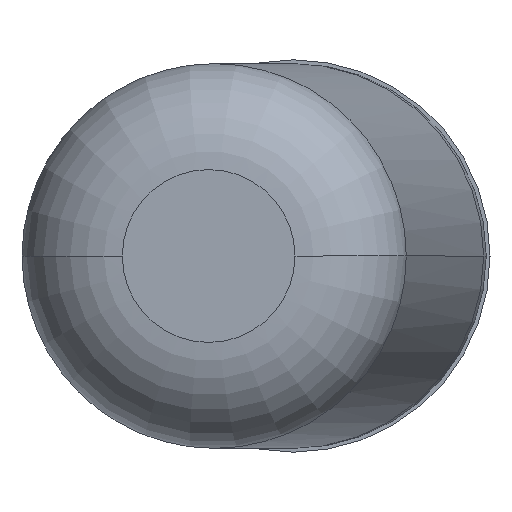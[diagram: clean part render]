
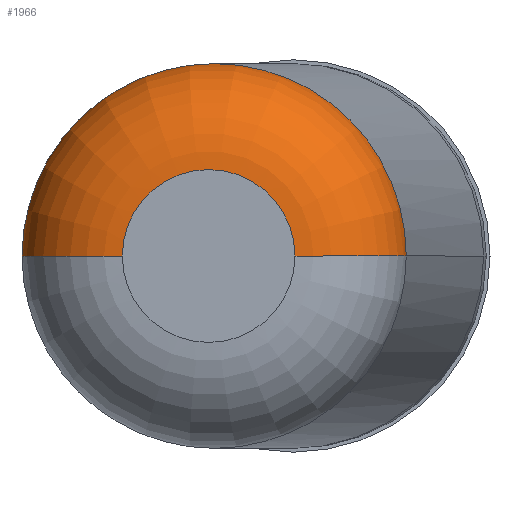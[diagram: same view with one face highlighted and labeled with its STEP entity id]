
A CAD part, front view. The second image highlights one B-rep face of the part: STEP entity #1966.
In plain terms, the highlighted toroidal (fillet/blend) face has major radius 0.155 mm and minor radius 0.19 mm.
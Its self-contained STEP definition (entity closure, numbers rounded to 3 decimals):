
#24 = CIRCLE ( 'NONE', #934, 0.155 ) ;
#149 = CARTESIAN_POINT ( 'NONE',  ( -0.323, -12.497, 0.308 ) ) ;
#258 = AXIS2_PLACEMENT_3D ( 'NONE', #3703, #4065, #564 ) ;
#397 = EDGE_CURVE ( 'NONE', #1583, #1751, #1630, .T. ) ;
#491 = CARTESIAN_POINT ( 'NONE',  ( 0.202, -12.524, 0.09 ) ) ;
#564 = DIRECTION ( 'NONE',  ( -0.999, 0.052, 0. ) ) ;
#813 = CARTESIAN_POINT ( 'NONE',  ( -0.487, -12.488, 0. ) ) ;
#934 = AXIS2_PLACEMENT_3D ( 'NONE', #2398, #1823, #3838 ) ;
#967 = ORIENTED_EDGE ( 'NONE', *, *, #1195, .T. ) ;
#978 = EDGE_CURVE ( 'NONE', #3985, #1751, #2463, .T. ) ;
#1108 = EDGE_CURVE ( 'NONE', #3073, #2910, #2875, .T. ) ;
#1193 = CARTESIAN_POINT ( 'NONE',  ( -0.233, -12.502, 0.345 ) ) ;
#1195 = EDGE_CURVE ( 'Defeature ausgef�hrt1_9+Defeature ausgef�hrt1_8+Defeature ausgef�hrt1_8+Defeature ausgef�hrt1_8', #1583, #3073, #24, .T. ) ;
#1196 = DIRECTION ( 'NONE',  ( -1., 0., 0. ) ) ;
#1241 = ORIENTED_EDGE ( 'NONE', *, *, #2978, .T. ) ;
#1499 = TOROIDAL_SURFACE ( 'NONE', #258, 0.155, 0.19 ) ;
#1508 = CARTESIAN_POINT ( 'NONE',  ( -0.053, -12.511, 0.345 ) ) ;
#1583 = VERTEX_POINT ( 'NONE', #2455 ) ;
#1630 = CIRCLE ( 'NONE', #2644, 0.19 ) ;
#1751 = VERTEX_POINT ( 'NONE', #2222 ) ;
#1823 = DIRECTION ( 'NONE',  ( 0.052, 0.999, 0. ) ) ;
#1928 = FACE_OUTER_BOUND ( 'NONE', #2094, .T. ) ;
#1939 = AXIS2_PLACEMENT_3D ( 'NONE', #1963, #3990, #3679 ) ;
#1963 = CARTESIAN_POINT ( 'NONE',  ( 0.012, -12.514, 0. ) ) ;
#1966 = ADVANCED_FACE ( 'Defeature ausgef�hrt1_9', ( #1928 ), #1499, .T. ) ;
#2094 = EDGE_LOOP ( 'NONE', ( #967, #2475, #1241, #3286, #3164 ) ) ;
#2187 = B_SPLINE_CURVE_WITH_KNOTS ( 'NONE', 3,
 ( #3559, #491, #4299, #2926, #1508, #2905 ),
 .UNSPECIFIED., .F., .F.,
 ( 4, 2, 4 ),
 ( 0.5, 0.75, 1. ),
 .UNSPECIFIED. ) ;
#2222 = CARTESIAN_POINT ( 'NONE',  ( -0.487, -12.488, 0. ) ) ;
#2398 = CARTESIAN_POINT ( 'NONE',  ( -0.153, -12.696, 0. ) ) ;
#2455 = CARTESIAN_POINT ( 'NONE',  ( -0.308, -12.688, 0. ) ) ;
#2463 = B_SPLINE_CURVE_WITH_KNOTS ( 'NONE', 3,
 ( #2904, #1193, #149, #3604, #3587, #813 ),
 .UNSPECIFIED., .F., .F.,
 ( 4, 2, 4 ),
 ( 0., 0.25, 0.5 ),
 .UNSPECIFIED. ) ;
#2475 = ORIENTED_EDGE ( 'NONE', *, *, #1108, .T. ) ;
#2644 = AXIS2_PLACEMENT_3D ( 'NONE', #4300, #3633, #1196 ) ;
#2875 = CIRCLE ( 'NONE', #1939, 0.19 ) ;
#2904 = CARTESIAN_POINT ( 'NONE',  ( -0.143, -12.506, 0.345 ) ) ;
#2905 = CARTESIAN_POINT ( 'NONE',  ( -0.143, -12.506, 0.345 ) ) ;
#2910 = VERTEX_POINT ( 'NONE', #3593 ) ;
#2926 = CARTESIAN_POINT ( 'NONE',  ( 0.037, -12.516, 0.308 ) ) ;
#2978 = EDGE_CURVE ( 'Defeature ausgef�hrt1_9+Defeature ausgef�hrt1_6+Defeature ausgef�hrt1_6+Defeature ausgef�hrt1_6', #2910, #3985, #2187, .T. ) ;
#3073 = VERTEX_POINT ( 'NONE', #3661 ) ;
#3164 = ORIENTED_EDGE ( 'NONE', *, *, #397, .F. ) ;
#3286 = ORIENTED_EDGE ( 'NONE', *, *, #978, .T. ) ;
#3559 = CARTESIAN_POINT ( 'NONE',  ( 0.202, -12.524, 0. ) ) ;
#3587 = CARTESIAN_POINT ( 'NONE',  ( -0.487, -12.488, 0.09 ) ) ;
#3593 = CARTESIAN_POINT ( 'NONE',  ( 0.202, -12.524, 0. ) ) ;
#3604 = CARTESIAN_POINT ( 'NONE',  ( -0.45, -12.49, 0.18 ) ) ;
#3633 = DIRECTION ( 'NONE',  ( 0., 0., -1. ) ) ;
#3661 = CARTESIAN_POINT ( 'NONE',  ( 0.002, -12.704, 0. ) ) ;
#3679 = DIRECTION ( 'NONE',  ( 1., 0., 0. ) ) ;
#3703 = CARTESIAN_POINT ( 'NONE',  ( -0.143, -12.506, 0. ) ) ;
#3838 = DIRECTION ( 'NONE',  ( -0.999, 0.052, 0. ) ) ;
#3985 = VERTEX_POINT ( 'NONE', #4252 ) ;
#3990 = DIRECTION ( 'NONE',  ( 0., 0., 1. ) ) ;
#4065 = DIRECTION ( 'NONE',  ( 0.052, 0.999, 0. ) ) ;
#4252 = CARTESIAN_POINT ( 'NONE',  ( -0.143, -12.506, 0.345 ) ) ;
#4299 = CARTESIAN_POINT ( 'NONE',  ( 0.165, -12.522, 0.18 ) ) ;
#4300 = CARTESIAN_POINT ( 'NONE',  ( -0.298, -12.498, 0. ) ) ;
